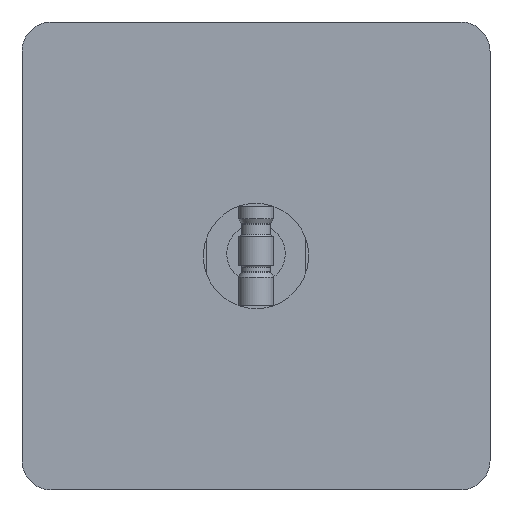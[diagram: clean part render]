
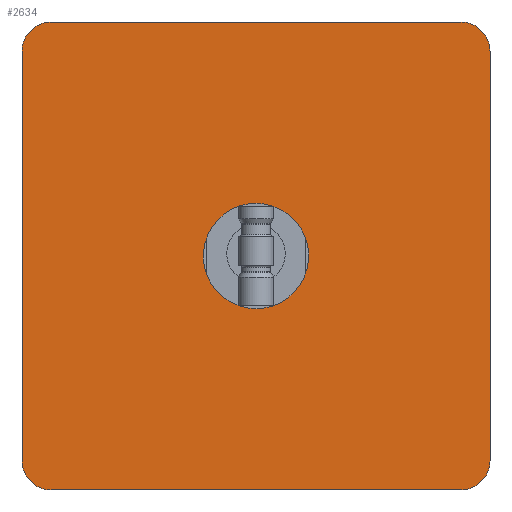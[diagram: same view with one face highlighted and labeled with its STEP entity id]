
A CAD part, front view. The second image highlights one B-rep face of the part: STEP entity #2634.
In plain terms, the highlighted free-form (B-spline) face has degree [1, 1] with [2, 2] control points.
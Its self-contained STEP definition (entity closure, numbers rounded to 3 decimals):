
#2326 = VERTEX_POINT('',#2327);
#2327 = CARTESIAN_POINT('',(172.828,70.831,
    -107.881));
#2332 = EDGE_CURVE('',#2333,#2326,#2335,.T.);
#2333 = VERTEX_POINT('',#2334);
#2334 = CARTESIAN_POINT('',(172.828,70.831,
    -57.837));
#2335 = ( BOUNDED_CURVE() B_SPLINE_CURVE(2,(#2336,#2337,#2338,#2339,
#2340),.UNSPECIFIED.,.F.,.F.) B_SPLINE_CURVE_WITH_KNOTS((3,2,3),(
    3.142,4.712,6.283),
.PIECEWISE_BEZIER_KNOTS.) CURVE() GEOMETRIC_REPRESENTATION_ITEM() 
RATIONAL_B_SPLINE_CURVE((1.,0.707,1.,0.707,1.)) 
REPRESENTATION_ITEM('') );
#2336 = CARTESIAN_POINT('',(172.828,70.831,
    -57.837));
#2337 = CARTESIAN_POINT('',(147.806,70.831,
    -57.837));
#2338 = CARTESIAN_POINT('',(147.806,70.831,
    -82.859));
#2339 = CARTESIAN_POINT('',(147.806,70.831,
    -107.881));
#2340 = CARTESIAN_POINT('',(172.828,70.831,
    -107.881));
#2371 = EDGE_CURVE('',#2372,#2374,#2376,.T.);
#2372 = VERTEX_POINT('',#2373);
#2373 = CARTESIAN_POINT('',(270.135,70.831,
    -194.067));
#2374 = VERTEX_POINT('',#2375);
#2375 = CARTESIAN_POINT('',(284.036,70.831,
    -180.166));
#2376 = ( BOUNDED_CURVE() B_SPLINE_CURVE(2,(#2377,#2378,#2379),
.UNSPECIFIED.,.F.,.F.) B_SPLINE_CURVE_WITH_KNOTS((3,3),(0.,
1.571),.PIECEWISE_BEZIER_KNOTS.) CURVE() 
GEOMETRIC_REPRESENTATION_ITEM() RATIONAL_B_SPLINE_CURVE((1.,
0.707,1.)) REPRESENTATION_ITEM('') );
#2377 = CARTESIAN_POINT('',(270.135,70.831,
    -194.067));
#2378 = CARTESIAN_POINT('',(284.036,70.831,
    -194.067));
#2379 = CARTESIAN_POINT('',(284.036,70.831,
    -180.166));
#2411 = EDGE_CURVE('',#2412,#2372,#2414,.T.);
#2412 = VERTEX_POINT('',#2413);
#2413 = CARTESIAN_POINT('',(75.521,70.831,
    -194.067));
#2414 = B_SPLINE_CURVE_WITH_KNOTS('',1,(#2415,#2416),.UNSPECIFIED.,.F.,
  .F.,(2,2),(-140.,0.),.PIECEWISE_BEZIER_KNOTS.);
#2415 = CARTESIAN_POINT('',(75.521,70.831,
    -194.067));
#2416 = CARTESIAN_POINT('',(270.135,70.831,
    -194.067));
#2439 = EDGE_CURVE('',#2440,#2412,#2442,.T.);
#2440 = VERTEX_POINT('',#2441);
#2441 = CARTESIAN_POINT('',(61.62,70.831,
    -180.166));
#2442 = ( BOUNDED_CURVE() B_SPLINE_CURVE(2,(#2443,#2444,#2445),
.UNSPECIFIED.,.F.,.F.) B_SPLINE_CURVE_WITH_KNOTS((3,3),(4.712,
6.283),.PIECEWISE_BEZIER_KNOTS.) CURVE() 
GEOMETRIC_REPRESENTATION_ITEM() RATIONAL_B_SPLINE_CURVE((1.,
0.707,1.)) REPRESENTATION_ITEM('') );
#2443 = CARTESIAN_POINT('',(61.62,70.831,
    -180.166));
#2444 = CARTESIAN_POINT('',(61.62,70.831,
    -194.067));
#2445 = CARTESIAN_POINT('',(75.521,70.831,
    -194.067));
#2471 = EDGE_CURVE('',#2472,#2440,#2474,.T.);
#2472 = VERTEX_POINT('',#2473);
#2473 = CARTESIAN_POINT('',(61.62,70.831,
    14.448));
#2474 = B_SPLINE_CURVE_WITH_KNOTS('',1,(#2475,#2476),.UNSPECIFIED.,.F.,
  .F.,(2,2),(0.,140.),.PIECEWISE_BEZIER_KNOTS.);
#2475 = CARTESIAN_POINT('',(61.62,70.831,
    14.448));
#2476 = CARTESIAN_POINT('',(61.62,70.831,
    -180.166));
#2499 = EDGE_CURVE('',#2500,#2472,#2502,.T.);
#2500 = VERTEX_POINT('',#2501);
#2501 = CARTESIAN_POINT('',(75.521,70.831,
    28.349));
#2502 = ( BOUNDED_CURVE() B_SPLINE_CURVE(2,(#2503,#2504,#2505),
.UNSPECIFIED.,.F.,.F.) B_SPLINE_CURVE_WITH_KNOTS((3,3),(3.142,
4.712),.PIECEWISE_BEZIER_KNOTS.) CURVE() 
GEOMETRIC_REPRESENTATION_ITEM() RATIONAL_B_SPLINE_CURVE((1.,
0.707,1.)) REPRESENTATION_ITEM('') );
#2503 = CARTESIAN_POINT('',(75.521,70.831,
    28.349));
#2504 = CARTESIAN_POINT('',(61.62,70.831,
    28.349));
#2505 = CARTESIAN_POINT('',(61.62,70.831,
    14.448));
#2531 = EDGE_CURVE('',#2532,#2500,#2534,.T.);
#2532 = VERTEX_POINT('',#2533);
#2533 = CARTESIAN_POINT('',(270.135,70.831,
    28.349));
#2534 = B_SPLINE_CURVE_WITH_KNOTS('',1,(#2535,#2536),.UNSPECIFIED.,.F.,
  .F.,(2,2),(-0.,140.),.PIECEWISE_BEZIER_KNOTS.);
#2535 = CARTESIAN_POINT('',(270.135,70.831,
    28.349));
#2536 = CARTESIAN_POINT('',(75.521,70.831,
    28.349));
#2559 = EDGE_CURVE('',#2560,#2532,#2562,.T.);
#2560 = VERTEX_POINT('',#2561);
#2561 = CARTESIAN_POINT('',(284.036,70.831,
    14.448));
#2562 = ( BOUNDED_CURVE() B_SPLINE_CURVE(2,(#2563,#2564,#2565),
.UNSPECIFIED.,.F.,.F.) B_SPLINE_CURVE_WITH_KNOTS((3,3),(1.571,
3.142),.PIECEWISE_BEZIER_KNOTS.) CURVE() 
GEOMETRIC_REPRESENTATION_ITEM() RATIONAL_B_SPLINE_CURVE((1.,
0.707,1.)) REPRESENTATION_ITEM('') );
#2563 = CARTESIAN_POINT('',(284.036,70.831,
    14.448));
#2564 = CARTESIAN_POINT('',(284.036,70.831,
    28.349));
#2565 = CARTESIAN_POINT('',(270.135,70.831,
    28.349));
#2591 = EDGE_CURVE('',#2374,#2560,#2592,.T.);
#2592 = B_SPLINE_CURVE_WITH_KNOTS('',1,(#2593,#2594),.UNSPECIFIED.,.F.,
  .F.,(2,2),(-140.,0.),.PIECEWISE_BEZIER_KNOTS.);
#2593 = CARTESIAN_POINT('',(284.036,70.831,
    -180.166));
#2594 = CARTESIAN_POINT('',(284.036,70.831,
    14.448));
#2634 = ADVANCED_FACE('',(#2635,#2646),#2656,.T.);
#2635 = FACE_BOUND('',#2636,.T.);
#2636 = EDGE_LOOP('',(#2637,#2645));
#2637 = ORIENTED_EDGE('',*,*,#2638,.F.);
#2638 = EDGE_CURVE('',#2326,#2333,#2639,.T.);
#2639 = ( BOUNDED_CURVE() B_SPLINE_CURVE(2,(#2640,#2641,#2642,#2643,
#2644),.UNSPECIFIED.,.F.,.F.) B_SPLINE_CURVE_WITH_KNOTS((3,2,3),(0.,
1.571,3.142),.PIECEWISE_BEZIER_KNOTS.) CURVE() 
GEOMETRIC_REPRESENTATION_ITEM() RATIONAL_B_SPLINE_CURVE((1.,
0.707,1.,0.707,1.)) REPRESENTATION_ITEM('') );
#2640 = CARTESIAN_POINT('',(172.828,70.831,
    -107.881));
#2641 = CARTESIAN_POINT('',(197.85,70.831,
    -107.881));
#2642 = CARTESIAN_POINT('',(197.85,70.831,
    -82.859));
#2643 = CARTESIAN_POINT('',(197.85,70.831,
    -57.837));
#2644 = CARTESIAN_POINT('',(172.828,70.831,
    -57.837));
#2645 = ORIENTED_EDGE('',*,*,#2332,.F.);
#2646 = FACE_BOUND('',#2647,.T.);
#2647 = EDGE_LOOP('',(#2648,#2649,#2650,#2651,#2652,#2653,#2654,#2655));
#2648 = ORIENTED_EDGE('',*,*,#2371,.T.);
#2649 = ORIENTED_EDGE('',*,*,#2591,.T.);
#2650 = ORIENTED_EDGE('',*,*,#2559,.T.);
#2651 = ORIENTED_EDGE('',*,*,#2531,.T.);
#2652 = ORIENTED_EDGE('',*,*,#2499,.T.);
#2653 = ORIENTED_EDGE('',*,*,#2471,.T.);
#2654 = ORIENTED_EDGE('',*,*,#2439,.T.);
#2655 = ORIENTED_EDGE('',*,*,#2411,.T.);
#2656 = B_SPLINE_SURFACE_WITH_KNOTS('',1,1,(
    (#2657,#2658)
    ,(#2659,#2660
    )),.UNSPECIFIED.,.F.,.F.,.F.,(2,2),(2,2),(-150.,10.),(-150.,10.),
  .PIECEWISE_BEZIER_KNOTS.);
#2657 = CARTESIAN_POINT('',(61.62,70.831,
    28.349));
#2658 = CARTESIAN_POINT('',(284.036,70.831,
    28.349));
#2659 = CARTESIAN_POINT('',(61.62,70.831,
    -194.067));
#2660 = CARTESIAN_POINT('',(284.036,70.831,
    -194.067));
